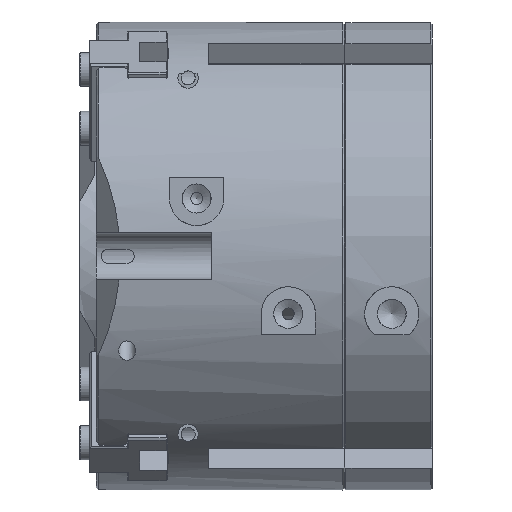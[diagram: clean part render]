
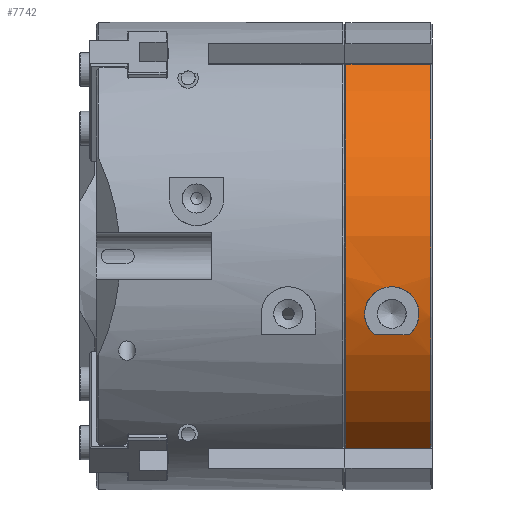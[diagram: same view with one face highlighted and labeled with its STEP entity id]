
A CAD part, left-side view. The second image highlights one B-rep face of the part: STEP entity #7742.
In plain terms, the highlighted cylindrical face has radius 69 mm (diameter 138 mm), a partial arc.
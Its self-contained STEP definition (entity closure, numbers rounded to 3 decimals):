
#326=FACE_BOUND('',#1786,.T.);
#697=CIRCLE('',#8676,69.);
#698=CIRCLE('',#8678,69.);
#1301=FACE_OUTER_BOUND('',#1785,.T.);
#1785=EDGE_LOOP('',(#7078,#7079,#7080,#7081));
#1786=EDGE_LOOP('',(#7082,#7083));
#2382=LINE('',#14446,#2968);
#2383=LINE('',#14449,#2969);
#2384=LINE('',#14483,#2970);
#2968=VECTOR('',#10850,10.);
#2969=VECTOR('',#10853,10.);
#2970=VECTOR('',#10854,10.);
#3081=B_SPLINE_CURVE_WITH_KNOTS('',3,(#14452,#14453,#14454,#14455,#14456,
#14457,#14458,#14459,#14460,#14461,#14462,#14463,#14464,#14465,#14466,#14467,
#14468,#14469,#14470,#14471,#14472,#14473,#14474,#14475,#14476,#14477,#14478,
#14479,#14480,#14481,#14482),.UNSPECIFIED.,.F.,.F.,(4,2,2,2,2,2,2,3,2,2,
2,2,2,2,4),(-1.916,-1.849,-1.534,-1.218,
-0.91,-0.602,-0.301,0.,0.301,
0.602,0.91,1.218,1.53,1.842,
1.916),.UNSPECIFIED.);
#3822=VERTEX_POINT('',#14439);
#3823=VERTEX_POINT('',#14441);
#3824=VERTEX_POINT('',#14445);
#3825=VERTEX_POINT('',#14447);
#3826=VERTEX_POINT('',#14450);
#3827=VERTEX_POINT('',#14451);
#4926=EDGE_CURVE('',#3822,#3823,#697,.T.);
#4928=EDGE_CURVE('',#3822,#3824,#2382,.T.);
#4929=EDGE_CURVE('',#3825,#3824,#698,.T.);
#4930=EDGE_CURVE('',#3825,#3823,#2383,.T.);
#4931=EDGE_CURVE('',#3826,#3827,#3081,.T.);
#4932=EDGE_CURVE('',#3827,#3826,#2384,.T.);
#7078=ORIENTED_EDGE('',*,*,#4926,.F.);
#7079=ORIENTED_EDGE('',*,*,#4928,.T.);
#7080=ORIENTED_EDGE('',*,*,#4929,.F.);
#7081=ORIENTED_EDGE('',*,*,#4930,.T.);
#7082=ORIENTED_EDGE('',*,*,#4931,.T.);
#7083=ORIENTED_EDGE('',*,*,#4932,.T.);
#7360=CYLINDRICAL_SURFACE('',#8677,69.);
#7742=ADVANCED_FACE('',(#1301,#326),#7360,.T.);
#8676=AXIS2_PLACEMENT_3D('',#14442,#10845,#10846);
#8677=AXIS2_PLACEMENT_3D('',#14444,#10848,#10849);
#8678=AXIS2_PLACEMENT_3D('',#14448,#10851,#10852);
#10845=DIRECTION('center_axis',(0.,-1.,0.));
#10846=DIRECTION('ref_axis',(-1.,0.,0.));
#10848=DIRECTION('center_axis',(0.,1.,0.));
#10849=DIRECTION('ref_axis',(-1.,0.,0.));
#10850=DIRECTION('',(0.,1.,0.));
#10851=DIRECTION('center_axis',(0.,1.,0.));
#10852=DIRECTION('ref_axis',(-1.,0.,0.));
#10853=DIRECTION('',(0.,-1.,0.));
#10854=DIRECTION('',(0.,1.,0.));
#14439=CARTESIAN_POINT('',(-39.565,-12.5,56.529));
#14441=CARTESIAN_POINT('',(-39.565,-12.5,-56.529));
#14442=CARTESIAN_POINT('Origin',(0.,-12.5,0.));
#14444=CARTESIAN_POINT('Origin',(0.,0.,
0.));
#14445=CARTESIAN_POINT('',(-39.565,12.5,56.529));
#14446=CARTESIAN_POINT('',(-39.565,0.,56.529));
#14447=CARTESIAN_POINT('',(-39.565,12.5,-56.529));
#14448=CARTESIAN_POINT('Origin',(0.,12.5,0.));
#14449=CARTESIAN_POINT('',(-39.565,0.,-56.529));
#14450=CARTESIAN_POINT('',(-65.,4.114,-23.152));
#14451=CARTESIAN_POINT('',(-65.,-6.114,-23.152));
#14452=CARTESIAN_POINT('Ctrl Pts',(-65.,4.114,-23.152));
#14453=CARTESIAN_POINT('Ctrl Pts',(-65.051,4.286,-23.009));
#14454=CARTESIAN_POINT('Ctrl Pts',(-65.103,4.45,-22.861));
#14455=CARTESIAN_POINT('Ctrl Pts',(-65.406,5.334,-21.993));
#14456=CARTESIAN_POINT('Ctrl Pts',(-65.707,5.961,-21.088));
#14457=CARTESIAN_POINT('Ctrl Pts',(-66.312,6.794,-19.101));
#14458=CARTESIAN_POINT('Ctrl Pts',(-66.614,7.,-18.02));
#14459=CARTESIAN_POINT('Ctrl Pts',(-67.126,7.,-16.004));
#14460=CARTESIAN_POINT('Ctrl Pts',(-67.372,6.803,-14.934));
#14461=CARTESIAN_POINT('Ctrl Pts',(-67.781,5.984,-12.954));
#14462=CARTESIAN_POINT('Ctrl Pts',(-67.945,5.362,-12.044));
#14463=CARTESIAN_POINT('Ctrl Pts',(-68.181,3.932,-10.623));
#14464=CARTESIAN_POINT('Ctrl Pts',(-68.271,3.037,-10.012));
#14465=CARTESIAN_POINT('Ctrl Pts',(-68.385,1.072,-9.2));
#14466=CARTESIAN_POINT('Ctrl Pts',(-68.411,0.003,
-9.));
#14467=CARTESIAN_POINT('Ctrl Pts',(-68.411,-1.,
-9.));
#14468=CARTESIAN_POINT('Ctrl Pts',(-68.411,-2.003,
-9.));
#14469=CARTESIAN_POINT('Ctrl Pts',(-68.385,-3.072,
-9.2));
#14470=CARTESIAN_POINT('Ctrl Pts',(-68.271,-5.037,
-10.012));
#14471=CARTESIAN_POINT('Ctrl Pts',(-68.181,-5.932,
-10.623));
#14472=CARTESIAN_POINT('Ctrl Pts',(-67.945,-7.362,-12.044));
#14473=CARTESIAN_POINT('Ctrl Pts',(-67.781,-7.984,
-12.954));
#14474=CARTESIAN_POINT('Ctrl Pts',(-67.372,-8.803,
-14.934));
#14475=CARTESIAN_POINT('Ctrl Pts',(-67.126,-9.,-16.004));
#14476=CARTESIAN_POINT('Ctrl Pts',(-66.617,-9.,-18.007));
#14477=CARTESIAN_POINT('Ctrl Pts',(-66.318,-8.799,
-19.077));
#14478=CARTESIAN_POINT('Ctrl Pts',(-65.721,-7.984,-21.045));
#14479=CARTESIAN_POINT('Ctrl Pts',(-65.422,-7.371,
-21.943));
#14480=CARTESIAN_POINT('Ctrl Pts',(-65.115,-6.487,
-22.827));
#14481=CARTESIAN_POINT('Ctrl Pts',(-65.057,-6.306,
-22.993));
#14482=CARTESIAN_POINT('Ctrl Pts',(-65.,-6.114,-23.152));
#14483=CARTESIAN_POINT('',(-65.,0.,-23.152));
